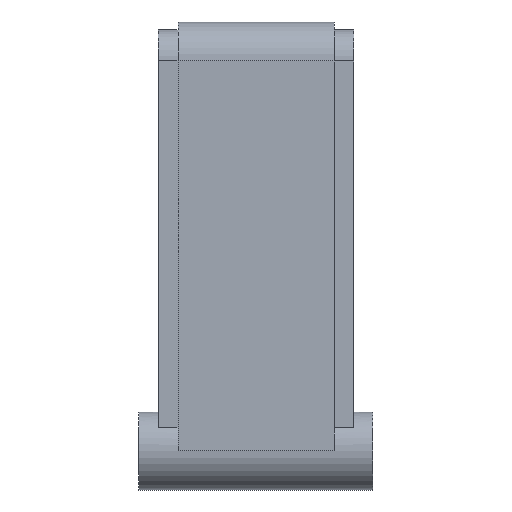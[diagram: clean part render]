
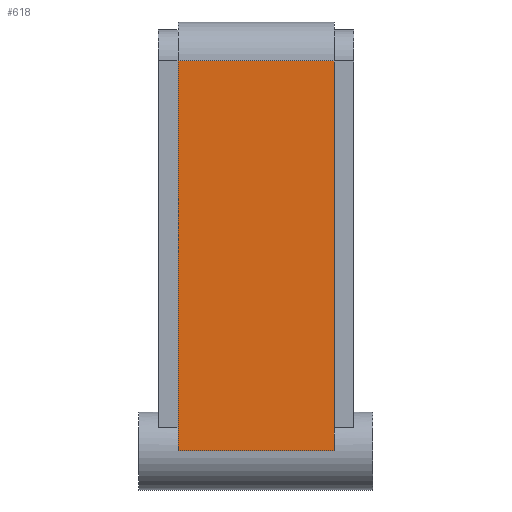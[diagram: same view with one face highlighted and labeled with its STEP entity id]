
A CAD part, left-side view. The second image highlights one B-rep face of the part: STEP entity #618.
In plain terms, the highlighted planar face has unit normal (-1, 0, 0).
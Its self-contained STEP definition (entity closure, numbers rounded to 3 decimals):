
#8 = ORIENTED_EDGE ( 'NONE', *, *, #560, .T. ) ;
#21 = VERTEX_POINT ( 'NONE', #430 ) ;
#54 = EDGE_LOOP ( 'NONE', ( #8, #533, #696, #812 ) ) ;
#110 = VERTEX_POINT ( 'NONE', #263 ) ;
#132 = LINE ( 'NONE', #255, #552 ) ;
#222 = AXIS2_PLACEMENT_3D ( 'NONE', #718, #479, #407 ) ;
#232 = CARTESIAN_POINT ( 'NONE',  ( -5., 0., 0. ) ) ;
#238 = VECTOR ( 'NONE', #316, 1000. ) ;
#255 = CARTESIAN_POINT ( 'NONE',  ( -5., 20., 0. ) ) ;
#263 = CARTESIAN_POINT ( 'NONE',  ( -5., 20., 0. ) ) ;
#276 = LINE ( 'NONE', #283, #337 ) ;
#283 = CARTESIAN_POINT ( 'NONE',  ( -5., 20., 0. ) ) ;
#284 = EDGE_CURVE ( 'NONE', #110, #21, #276, .T. ) ;
#316 = DIRECTION ( 'NONE',  ( 0., 0., 1. ) ) ;
#318 = EDGE_CURVE ( 'NONE', #21, #637, #584, .T. ) ;
#337 = VECTOR ( 'NONE', #485, 1000. ) ;
#376 = DIRECTION ( 'NONE',  ( 0., -1., 0. ) ) ;
#407 = DIRECTION ( 'NONE',  ( 0., 0., -1. ) ) ;
#430 = CARTESIAN_POINT ( 'NONE',  ( -5., 20., 50. ) ) ;
#464 = DIRECTION ( 'NONE',  ( 0., -1., 0. ) ) ;
#479 = DIRECTION ( 'NONE',  ( 1., 0., 0. ) ) ;
#485 = DIRECTION ( 'NONE',  ( 0., 0., 1. ) ) ;
#512 = FACE_OUTER_BOUND ( 'NONE', #54, .T. ) ;
#533 = ORIENTED_EDGE ( 'NONE', *, *, #318, .F. ) ;
#552 = VECTOR ( 'NONE', #376, 1000. ) ;
#560 = EDGE_CURVE ( 'NONE', #603, #637, #804, .T. ) ;
#576 = EDGE_CURVE ( 'NONE', #110, #603, #132, .T. ) ;
#584 = LINE ( 'NONE', #786, #772 ) ;
#589 = CARTESIAN_POINT ( 'NONE',  ( -5., 0., 50. ) ) ;
#603 = VERTEX_POINT ( 'NONE', #716 ) ;
#618 = ADVANCED_FACE ( 'NONE', ( #512 ), #769, .F. ) ;
#637 = VERTEX_POINT ( 'NONE', #589 ) ;
#696 = ORIENTED_EDGE ( 'NONE', *, *, #284, .F. ) ;
#716 = CARTESIAN_POINT ( 'NONE',  ( -5., 0., 0. ) ) ;
#718 = CARTESIAN_POINT ( 'NONE',  ( -5., 20., 0. ) ) ;
#769 = PLANE ( 'NONE',  #222 ) ;
#772 = VECTOR ( 'NONE', #464, 1000. ) ;
#786 = CARTESIAN_POINT ( 'NONE',  ( -5., 20., 50. ) ) ;
#804 = LINE ( 'NONE', #232, #238 ) ;
#812 = ORIENTED_EDGE ( 'NONE', *, *, #576, .T. ) ;
